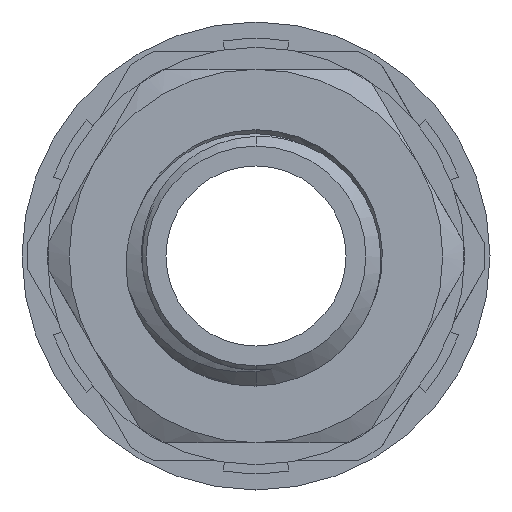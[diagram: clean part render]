
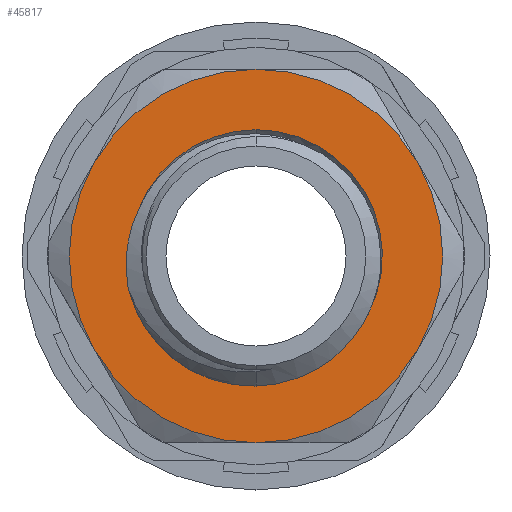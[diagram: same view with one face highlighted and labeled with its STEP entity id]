
A CAD part, front view. The second image highlights one B-rep face of the part: STEP entity #45817.
In plain terms, the highlighted planar face has unit normal (0, -1, 0).
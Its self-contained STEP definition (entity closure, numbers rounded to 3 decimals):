
#175 = CARTESIAN_POINT ( 'NONE',  ( -3.074, 1.504, -5.153 ) ) ;
#732 = VERTEX_POINT ( 'NONE', #24133 ) ;
#1242 = DIRECTION ( 'NONE',  ( 0., 0., -1. ) ) ;
#1597 = CARTESIAN_POINT ( 'NONE',  ( 0., 1.504, 0. ) ) ;
#1676 = CARTESIAN_POINT ( 'NONE',  ( -5.817, 1.504, -1.469 ) ) ;
#2562 = AXIS2_PLACEMENT_3D ( 'NONE', #1597, #30540, #45074 ) ;
#2935 = ORIENTED_EDGE ( 'NONE', *, *, #29075, .T. ) ;
#3910 = VERTEX_POINT ( 'NONE', #10671 ) ;
#3915 = AXIS2_PLACEMENT_3D ( 'NONE', #43819, #37378, #36435 ) ;
#4774 = CARTESIAN_POINT ( 'NONE',  ( -5.379, 1.504, 2.032 ) ) ;
#4793 = AXIS2_PLACEMENT_3D ( 'NONE', #39517, #39060, #14110 ) ;
#5272 = EDGE_CURVE ( 'NONE', #16743, #27313, #30580, .T. ) ;
#5558 = EDGE_CURVE ( 'NONE', #33798, #10596, #29063, .T. ) ;
#6315 = CARTESIAN_POINT ( 'NONE',  ( 0., 1.504, 0. ) ) ;
#6671 = ORIENTED_EDGE ( 'NONE', *, *, #32158, .F. ) ;
#7009 = DIRECTION ( 'NONE',  ( 0., 0., -1. ) ) ;
#7547 = CARTESIAN_POINT ( 'NONE',  ( -1.096, 1.504, -5.757 ) ) ;
#7589 = CIRCLE ( 'NONE', #34096, 8.5 ) ;
#8491 = CIRCLE ( 'NONE', #3915, 5.75 ) ;
#8577 = CARTESIAN_POINT ( 'NONE',  ( -5.924, 1.504, -0.876 ) ) ;
#8694 = CARTESIAN_POINT ( 'NONE',  ( -7.361, 1.504, 4.25 ) ) ;
#8921 = ORIENTED_EDGE ( 'NONE', *, *, #46524, .T. ) ;
#9054 = CARTESIAN_POINT ( 'NONE',  ( -5.75, 1.504, 0. ) ) ;
#9134 = CARTESIAN_POINT ( 'NONE',  ( 0.38, 1.504, -5.737 ) ) ;
#10556 = AXIS2_PLACEMENT_3D ( 'NONE', #25320, #14635, #14875 ) ;
#10581 = CIRCLE ( 'NONE', #40140, 8.5 ) ;
#10596 = VERTEX_POINT ( 'NONE', #32822 ) ;
#10671 = CARTESIAN_POINT ( 'NONE',  ( -5.379, 1.504, 2.032 ) ) ;
#11096 = CARTESIAN_POINT ( 'NONE',  ( 0.38, 1.504, -5.737 ) ) ;
#11591 = EDGE_CURVE ( 'NONE', #732, #16743, #40143, .T. ) ;
#12391 = FACE_OUTER_BOUND ( 'NONE', #43051, .T. ) ;
#12528 = VERTEX_POINT ( 'NONE', #22702 ) ;
#12838 = CARTESIAN_POINT ( 'NONE',  ( -5.609, 1.504, 1.482 ) ) ;
#13494 = CARTESIAN_POINT ( 'NONE',  ( 0., 1.504, -8.5 ) ) ;
#13950 = AXIS2_PLACEMENT_3D ( 'NONE', #6315, #25043, #7009 ) ;
#14110 = DIRECTION ( 'NONE',  ( 0., 0., -1. ) ) ;
#14635 = DIRECTION ( 'NONE',  ( 0., 1., 0. ) ) ;
#14652 = DIRECTION ( 'NONE',  ( 0., 0., -1. ) ) ;
#14665 = CARTESIAN_POINT ( 'NONE',  ( -0.21, 1.504, -5.794 ) ) ;
#14845 = AXIS2_PLACEMENT_3D ( 'NONE', #9054, #37554, #23537 ) ;
#14875 = DIRECTION ( 'NONE',  ( 0., 0., -1. ) ) ;
#14922 = EDGE_CURVE ( 'NONE', #25979, #732, #10581, .T. ) ;
#15472 = CARTESIAN_POINT ( 'NONE',  ( -5.505, 1.504, 1.761 ) ) ;
#16743 = VERTEX_POINT ( 'NONE', #8694 ) ;
#16981 = EDGE_CURVE ( 'NONE', #10596, #3910, #31313, .T. ) ;
#17766 = CARTESIAN_POINT ( 'NONE',  ( -2.54, 1.504, -5.423 ) ) ;
#18404 = DIRECTION ( 'NONE',  ( 0., 1., 0. ) ) ;
#18483 = AXIS2_PLACEMENT_3D ( 'NONE', #36254, #46266, #14652 ) ;
#19092 = CARTESIAN_POINT ( 'NONE',  ( 0., 1.504, 8.5 ) ) ;
#19449 = CIRCLE ( 'NONE', #40674, 8.5 ) ;
#20392 = ORIENTED_EDGE ( 'NONE', *, *, #14922, .F. ) ;
#20748 = CIRCLE ( 'NONE', #4793, 5.75 ) ;
#21498 = DIRECTION ( 'NONE',  ( 0., 0., -1. ) ) ;
#22010 = CARTESIAN_POINT ( 'NONE',  ( -3.074, 1.504, -5.153 ) ) ;
#22155 = CARTESIAN_POINT ( 'NONE',  ( 0., 1.504, 0. ) ) ;
#22702 = CARTESIAN_POINT ( 'NONE',  ( 0., 1.504, 5.75 ) ) ;
#22855 = DIRECTION ( 'NONE',  ( 0., 1., 0. ) ) ;
#22857 = CARTESIAN_POINT ( 'NONE',  ( 0., 1.504, 0. ) ) ;
#23061 = CARTESIAN_POINT ( 'NONE',  ( -5.833, 1.504, 0.613 ) ) ;
#23257 = VERTEX_POINT ( 'NONE', #9134 ) ;
#23537 = DIRECTION ( 'NONE',  ( -1., 0., 0. ) ) ;
#23595 = ORIENTED_EDGE ( 'NONE', *, *, #5272, .F. ) ;
#23798 = DIRECTION ( 'NONE',  ( 0., 1., 0. ) ) ;
#24133 = CARTESIAN_POINT ( 'NONE',  ( -7.361, 1.504, -4.25 ) ) ;
#24378 = ORIENTED_EDGE ( 'NONE', *, *, #16981, .T. ) ;
#24881 = CARTESIAN_POINT ( 'NONE',  ( -1.979, 1.504, -5.607 ) ) ;
#25043 = DIRECTION ( 'NONE',  ( 0., 1., 0. ) ) ;
#25320 = CARTESIAN_POINT ( 'NONE',  ( 0., 1.504, 0. ) ) ;
#25580 = CARTESIAN_POINT ( 'NONE',  ( 7.361, 1.504, -4.25 ) ) ;
#25979 = VERTEX_POINT ( 'NONE', #13494 ) ;
#26172 = ORIENTED_EDGE ( 'NONE', *, *, #40080, .F. ) ;
#27266 = EDGE_CURVE ( 'NONE', #3910, #12528, #8491, .T. ) ;
#27313 = VERTEX_POINT ( 'NONE', #19092 ) ;
#27770 = VERTEX_POINT ( 'NONE', #27966 ) ;
#27966 = CARTESIAN_POINT ( 'NONE',  ( 7.361, 1.504, 4.25 ) ) ;
#28105 = B_SPLINE_CURVE_WITH_KNOTS ( 'NONE', 3,
 ( #11096, #39390, #14665, #36737, #7547, #24881, #17766, #175 ),
 .UNSPECIFIED., .F., .F.,
 ( 4, 2, 2, 4 ),
 ( 0.007, 0.008, 0.009, 0.011 ),
 .UNSPECIFIED. ) ;
#29063 = CIRCLE ( 'NONE', #13950, 6. ) ;
#29075 = EDGE_CURVE ( 'NONE', #12528, #23257, #20748, .T. ) ;
#29456 = ORIENTED_EDGE ( 'NONE', *, *, #11591, .F. ) ;
#29916 = CARTESIAN_POINT ( 'NONE',  ( -5.942, 1.504, -0.281 ) ) ;
#30540 = DIRECTION ( 'NONE',  ( 0., 1., 0. ) ) ;
#30580 = CIRCLE ( 'NONE', #18483, 8.5 ) ;
#31313 = B_SPLINE_CURVE_WITH_KNOTS ( 'NONE', 3,
 ( #1676, #8577, #29916, #23061, #37299, #12838, #15472, #4774 ),
 .UNSPECIFIED., .F., .F.,
 ( 4, 2, 2, 4 ),
 ( 0., 0.002, 0.003, 0.004 ),
 .UNSPECIFIED. ) ;
#32158 = EDGE_CURVE ( 'NONE', #27770, #46451, #7589, .T. ) ;
#32822 = CARTESIAN_POINT ( 'NONE',  ( -5.817, 1.504, -1.469 ) ) ;
#32933 = ORIENTED_EDGE ( 'NONE', *, *, #46798, .F. ) ;
#33798 = VERTEX_POINT ( 'NONE', #22010 ) ;
#34096 = AXIS2_PLACEMENT_3D ( 'NONE', #22857, #23798, #1242 ) ;
#34565 = EDGE_LOOP ( 'NONE', ( #2935, #8921, #40651, #24378, #39827 ) ) ;
#36254 = CARTESIAN_POINT ( 'NONE',  ( 0., 1.504, 0. ) ) ;
#36435 = DIRECTION ( 'NONE',  ( 0., 0., -1. ) ) ;
#36737 = CARTESIAN_POINT ( 'NONE',  ( -0.8, 1.504, -5.784 ) ) ;
#37299 = CARTESIAN_POINT ( 'NONE',  ( -5.773, 1.504, 0.909 ) ) ;
#37378 = DIRECTION ( 'NONE',  ( 0., 1., 0. ) ) ;
#37554 = DIRECTION ( 'NONE',  ( 0., -1., 0. ) ) ;
#39060 = DIRECTION ( 'NONE',  ( 0., 1., 0. ) ) ;
#39390 = CARTESIAN_POINT ( 'NONE',  ( 0.085, 1.504, -5.778 ) ) ;
#39517 = CARTESIAN_POINT ( 'NONE',  ( 0., 1.504, 0. ) ) ;
#39744 = CIRCLE ( 'NONE', #2562, 8.5 ) ;
#39827 = ORIENTED_EDGE ( 'NONE', *, *, #27266, .T. ) ;
#40080 = EDGE_CURVE ( 'NONE', #27313, #27770, #39744, .T. ) ;
#40140 = AXIS2_PLACEMENT_3D ( 'NONE', #22155, #22855, #40915 ) ;
#40143 = CIRCLE ( 'NONE', #10556, 8.5 ) ;
#40651 = ORIENTED_EDGE ( 'NONE', *, *, #5558, .T. ) ;
#40674 = AXIS2_PLACEMENT_3D ( 'NONE', #43348, #18404, #21498 ) ;
#40915 = DIRECTION ( 'NONE',  ( 0., 0., -1. ) ) ;
#41828 = PLANE ( 'NONE',  #14845 ) ;
#43051 = EDGE_LOOP ( 'NONE', ( #20392, #32933, #6671, #26172, #23595, #29456 ) ) ;
#43348 = CARTESIAN_POINT ( 'NONE',  ( 0., 1.504, 0. ) ) ;
#43819 = CARTESIAN_POINT ( 'NONE',  ( 0., 1.504, 0. ) ) ;
#45074 = DIRECTION ( 'NONE',  ( 0., 0., -1. ) ) ;
#45161 = FACE_BOUND ( 'NONE', #34565, .T. ) ;
#45817 = ADVANCED_FACE ( 'NONE', ( #45161, #12391 ), #41828, .T. ) ;
#46266 = DIRECTION ( 'NONE',  ( 0., 1., 0. ) ) ;
#46451 = VERTEX_POINT ( 'NONE', #25580 ) ;
#46524 = EDGE_CURVE ( 'NONE', #23257, #33798, #28105, .T. ) ;
#46798 = EDGE_CURVE ( 'NONE', #46451, #25979, #19449, .T. ) ;
